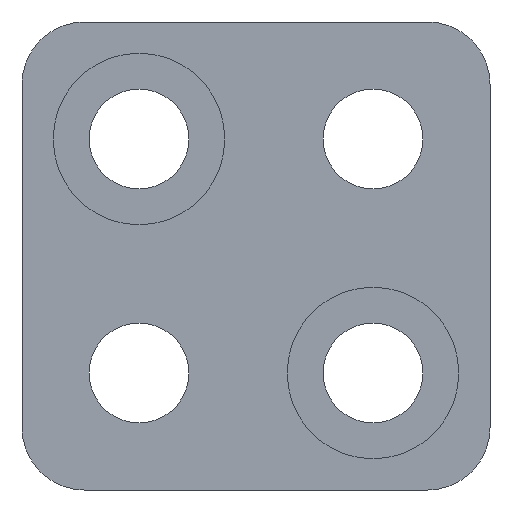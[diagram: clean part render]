
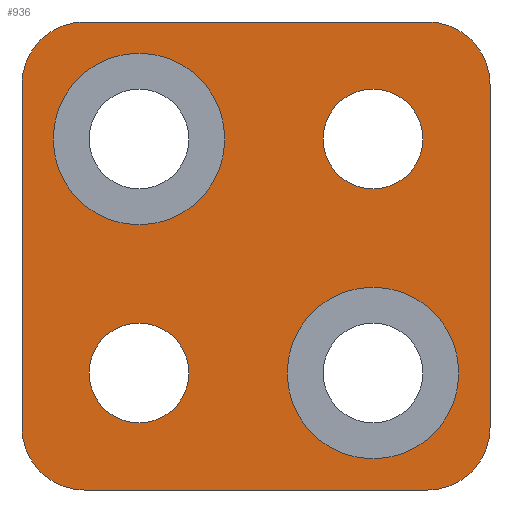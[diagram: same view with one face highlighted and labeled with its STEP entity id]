
A CAD part, front view. The second image highlights one B-rep face of the part: STEP entity #936.
In plain terms, the highlighted planar face has unit normal (0, -1, 0).
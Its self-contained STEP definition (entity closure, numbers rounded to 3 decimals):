
#4 = DIRECTION ( 'NONE',  ( 0., 0., 1. ) ) ;
#5 = CARTESIAN_POINT ( 'NONE',  ( 7.528, 0., -6.701 ) ) ;
#7 = EDGE_CURVE ( 'NONE', #390, #1106, #46, .T. ) ;
#13 = CIRCLE ( 'NONE', #831, 1.6 ) ;
#17 = ORIENTED_EDGE ( 'NONE', *, *, #170, .F. ) ;
#42 = CARTESIAN_POINT ( 'NONE',  ( 7.528, 0., 4.299 ) ) ;
#46 = CIRCLE ( 'NONE', #733, 1.6 ) ;
#60 = CARTESIAN_POINT ( 'NONE',  ( 5.528, 0., -8.701 ) ) ;
#64 = DIRECTION ( 'NONE',  ( 0., 0., 1. ) ) ;
#66 = VERTEX_POINT ( 'NONE', #747 ) ;
#74 = DIRECTION ( 'NONE',  ( 0., 0., 1. ) ) ;
#89 = DIRECTION ( 'NONE',  ( 0., 0., 1. ) ) ;
#110 = CARTESIAN_POINT ( 'NONE',  ( 0., 0., 0. ) ) ;
#113 = VECTOR ( 'NONE', #64, 1000. ) ;
#117 = EDGE_CURVE ( 'NONE', #66, #1098, #1104, .T. ) ;
#121 = CIRCLE ( 'NONE', #777, 2. ) ;
#131 = ORIENTED_EDGE ( 'NONE', *, *, #457, .T. ) ;
#138 = CARTESIAN_POINT ( 'NONE',  ( 3.778, 0., 4.149 ) ) ;
#153 = CARTESIAN_POINT ( 'NONE',  ( -7.472, 0., -4.878 ) ) ;
#166 = CARTESIAN_POINT ( 'NONE',  ( -3.722, 0., 2.549 ) ) ;
#167 = DIRECTION ( 'NONE',  ( 0., -1., 0. ) ) ;
#170 = EDGE_CURVE ( 'NONE', #179, #456, #703, .T. ) ;
#179 = VERTEX_POINT ( 'NONE', #295 ) ;
#192 = DIRECTION ( 'NONE',  ( -1., 0., 0. ) ) ;
#194 = DIRECTION ( 'NONE',  ( 0., 0., -1. ) ) ;
#197 = FACE_BOUND ( 'NONE', #1094, .T. ) ;
#222 = DIRECTION ( 'NONE',  ( 0., 0., -1. ) ) ;
#233 = VERTEX_POINT ( 'NONE', #874 ) ;
#234 = CIRCLE ( 'NONE', #1105, 2. ) ;
#239 = DIRECTION ( 'NONE',  ( 0., 0., 1. ) ) ;
#241 = CARTESIAN_POINT ( 'NONE',  ( 3.778, 0., 0.949 ) ) ;
#243 = ORIENTED_EDGE ( 'NONE', *, *, #783, .F. ) ;
#244 = CIRCLE ( 'NONE', #540, 2.75 ) ;
#246 = VERTEX_POINT ( 'NONE', #42 ) ;
#258 = ORIENTED_EDGE ( 'NONE', *, *, #461, .T. ) ;
#285 = ORIENTED_EDGE ( 'NONE', *, *, #694, .T. ) ;
#286 = FACE_BOUND ( 'NONE', #630, .T. ) ;
#288 = CARTESIAN_POINT ( 'NONE',  ( 7.528, 0., 6.299 ) ) ;
#295 = CARTESIAN_POINT ( 'NONE',  ( 3.778, 0., -2.201 ) ) ;
#301 = VECTOR ( 'NONE', #337, 1000. ) ;
#310 = DIRECTION ( 'NONE',  ( 0., 0., 1. ) ) ;
#317 = CARTESIAN_POINT ( 'NONE',  ( -7.472, 0., 6.299 ) ) ;
#323 = DIRECTION ( 'NONE',  ( 0., 0., -1. ) ) ;
#325 = DIRECTION ( 'NONE',  ( 0., -1., 0. ) ) ;
#337 = DIRECTION ( 'NONE',  ( 1., 0., 0. ) ) ;
#343 = CARTESIAN_POINT ( 'NONE',  ( 3.778, 0., 2.549 ) ) ;
#346 = CARTESIAN_POINT ( 'NONE',  ( -7.472, 0., 4.299 ) ) ;
#359 = CARTESIAN_POINT ( 'NONE',  ( -5.472, 0., 4.299 ) ) ;
#368 = EDGE_CURVE ( 'NONE', #1071, #933, #121, .T. ) ;
#371 = FACE_BOUND ( 'NONE', #823, .T. ) ;
#376 = FACE_BOUND ( 'NONE', #1079, .T. ) ;
#380 = AXIS2_PLACEMENT_3D ( 'NONE', #110, #956, #310 ) ;
#390 = VERTEX_POINT ( 'NONE', #241 ) ;
#406 = ORIENTED_EDGE ( 'NONE', *, *, #415, .F. ) ;
#415 = EDGE_CURVE ( 'NONE', #233, #973, #968, .T. ) ;
#435 = DIRECTION ( 'NONE',  ( 0., -1., 0. ) ) ;
#456 = VERTEX_POINT ( 'NONE', #800 ) ;
#457 = EDGE_CURVE ( 'NONE', #1052, #938, #603, .T. ) ;
#461 = EDGE_CURVE ( 'NONE', #913, #815, #234, .T. ) ;
#468 = CARTESIAN_POINT ( 'NONE',  ( 3.778, 0., 2.549 ) ) ;
#478 = CARTESIAN_POINT ( 'NONE',  ( -3.722, 0., 5.299 ) ) ;
#513 = DIRECTION ( 'NONE',  ( 0., 1., 0. ) ) ;
#530 = VERTEX_POINT ( 'NONE', #804 ) ;
#531 = DIRECTION ( 'NONE',  ( 0., -1., 0. ) ) ;
#536 = ORIENTED_EDGE ( 'NONE', *, *, #7, .T. ) ;
#539 = ORIENTED_EDGE ( 'NONE', *, *, #943, .T. ) ;
#540 = AXIS2_PLACEMENT_3D ( 'NONE', #1072, #1172, #323 ) ;
#551 = LINE ( 'NONE', #1091, #905 ) ;
#596 = CIRCLE ( 'NONE', #982, 2. ) ;
#599 = LINE ( 'NONE', #317, #301 ) ;
#603 = CIRCLE ( 'NONE', #760, 1.6 ) ;
#615 = LINE ( 'NONE', #153, #113 ) ;
#622 = CARTESIAN_POINT ( 'NONE',  ( 5.528, 0., -6.701 ) ) ;
#630 = EDGE_LOOP ( 'NONE', ( #131, #539 ) ) ;
#654 = ORIENTED_EDGE ( 'NONE', *, *, #1121, .F. ) ;
#656 = FACE_OUTER_BOUND ( 'NONE', #999, .T. ) ;
#657 = DIRECTION ( 'NONE',  ( 0., -1., 0. ) ) ;
#671 = DIRECTION ( 'NONE',  ( 0., 0., 1. ) ) ;
#676 = LINE ( 'NONE', #288, #1075 ) ;
#680 = ORIENTED_EDGE ( 'NONE', *, *, #368, .T. ) ;
#684 = AXIS2_PLACEMENT_3D ( 'NONE', #761, #657, #194 ) ;
#694 = EDGE_CURVE ( 'NONE', #246, #530, #596, .T. ) ;
#702 = DIRECTION ( 'NONE',  ( 0., 0., 1. ) ) ;
#703 = CIRCLE ( 'NONE', #684, 2.75 ) ;
#733 = AXIS2_PLACEMENT_3D ( 'NONE', #468, #841, #4 ) ;
#734 = ORIENTED_EDGE ( 'NONE', *, *, #1085, .T. ) ;
#747 = CARTESIAN_POINT ( 'NONE',  ( -7.472, 0., -6.701 ) ) ;
#754 = CARTESIAN_POINT ( 'NONE',  ( -3.722, 0., -4.951 ) ) ;
#760 = AXIS2_PLACEMENT_3D ( 'NONE', #1006, #903, #74 ) ;
#761 = CARTESIAN_POINT ( 'NONE',  ( 3.778, 0., -4.951 ) ) ;
#777 = AXIS2_PLACEMENT_3D ( 'NONE', #622, #531, #898 ) ;
#783 = EDGE_CURVE ( 'NONE', #66, #815, #615, .T. ) ;
#786 = EDGE_CURVE ( 'NONE', #456, #179, #1003, .T. ) ;
#800 = CARTESIAN_POINT ( 'NONE',  ( 3.778, 0., -7.701 ) ) ;
#801 = CARTESIAN_POINT ( 'NONE',  ( 3.778, 0., -4.951 ) ) ;
#804 = CARTESIAN_POINT ( 'NONE',  ( 5.528, 0., 6.299 ) ) ;
#806 = DIRECTION ( 'NONE',  ( 0., 0., -1. ) ) ;
#815 = VERTEX_POINT ( 'NONE', #346 ) ;
#819 = ORIENTED_EDGE ( 'NONE', *, *, #1083, .F. ) ;
#823 = EDGE_LOOP ( 'NONE', ( #1150, #17 ) ) ;
#831 = AXIS2_PLACEMENT_3D ( 'NONE', #343, #513, #239 ) ;
#841 = DIRECTION ( 'NONE',  ( 0., 1., 0. ) ) ;
#850 = CARTESIAN_POINT ( 'NONE',  ( -3.722, 0., -3.351 ) ) ;
#851 = EDGE_CURVE ( 'NONE', #1071, #1098, #551, .T. ) ;
#874 = CARTESIAN_POINT ( 'NONE',  ( -3.722, 0., -0.201 ) ) ;
#898 = DIRECTION ( 'NONE',  ( 0., 0., 1. ) ) ;
#903 = DIRECTION ( 'NONE',  ( 0., 1., 0. ) ) ;
#905 = VECTOR ( 'NONE', #192, 1000. ) ;
#913 = VERTEX_POINT ( 'NONE', #1103 ) ;
#926 = CARTESIAN_POINT ( 'NONE',  ( -5.472, 0., -6.701 ) ) ;
#932 = AXIS2_PLACEMENT_3D ( 'NONE', #166, #435, #806 ) ;
#933 = VERTEX_POINT ( 'NONE', #5 ) ;
#934 = PLANE ( 'NONE',  #380 ) ;
#936 = ADVANCED_FACE ( 'NONE', ( #371, #376, #656, #286, #197 ), #934, .F. ) ;
#938 = VERTEX_POINT ( 'NONE', #850 ) ;
#943 = EDGE_CURVE ( 'NONE', #938, #1052, #944, .T. ) ;
#944 = CIRCLE ( 'NONE', #1153, 1.6 ) ;
#956 = DIRECTION ( 'NONE',  ( 0., 1., 0. ) ) ;
#968 = CIRCLE ( 'NONE', #932, 2.75 ) ;
#970 = EDGE_CURVE ( 'NONE', #246, #933, #676, .T. ) ;
#973 = VERTEX_POINT ( 'NONE', #478 ) ;
#982 = AXIS2_PLACEMENT_3D ( 'NONE', #1084, #325, #702 ) ;
#999 = EDGE_LOOP ( 'NONE', ( #654, #258, #243, #1144, #1192, #680, #1093, #285 ) ) ;
#1003 = CIRCLE ( 'NONE', #1131, 2.75 ) ;
#1006 = CARTESIAN_POINT ( 'NONE',  ( -3.722, 0., -4.951 ) ) ;
#1026 = DIRECTION ( 'NONE',  ( 0., -1., 0. ) ) ;
#1049 = DIRECTION ( 'NONE',  ( 0., 0., 1. ) ) ;
#1052 = VERTEX_POINT ( 'NONE', #1135 ) ;
#1071 = VERTEX_POINT ( 'NONE', #60 ) ;
#1072 = CARTESIAN_POINT ( 'NONE',  ( -3.722, 0., 2.549 ) ) ;
#1075 = VECTOR ( 'NONE', #222, 1000. ) ;
#1079 = EDGE_LOOP ( 'NONE', ( #406, #819 ) ) ;
#1083 = EDGE_CURVE ( 'NONE', #973, #233, #244, .T. ) ;
#1084 = CARTESIAN_POINT ( 'NONE',  ( 5.528, 0., 4.299 ) ) ;
#1085 = EDGE_CURVE ( 'NONE', #1106, #390, #13, .T. ) ;
#1091 = CARTESIAN_POINT ( 'NONE',  ( 7.528, 0., -8.701 ) ) ;
#1093 = ORIENTED_EDGE ( 'NONE', *, *, #970, .F. ) ;
#1094 = EDGE_LOOP ( 'NONE', ( #536, #734 ) ) ;
#1095 = DIRECTION ( 'NONE',  ( 0., -1., 0. ) ) ;
#1098 = VERTEX_POINT ( 'NONE', #1158 ) ;
#1103 = CARTESIAN_POINT ( 'NONE',  ( -5.472, 0., 6.299 ) ) ;
#1104 = CIRCLE ( 'NONE', #1119, 2. ) ;
#1105 = AXIS2_PLACEMENT_3D ( 'NONE', #359, #1095, #89 ) ;
#1106 = VERTEX_POINT ( 'NONE', #138 ) ;
#1114 = DIRECTION ( 'NONE',  ( 0., 1., 0. ) ) ;
#1119 = AXIS2_PLACEMENT_3D ( 'NONE', #926, #1026, #671 ) ;
#1121 = EDGE_CURVE ( 'NONE', #913, #530, #599, .T. ) ;
#1131 = AXIS2_PLACEMENT_3D ( 'NONE', #801, #167, #1168 ) ;
#1135 = CARTESIAN_POINT ( 'NONE',  ( -3.722, 0., -6.551 ) ) ;
#1144 = ORIENTED_EDGE ( 'NONE', *, *, #117, .T. ) ;
#1150 = ORIENTED_EDGE ( 'NONE', *, *, #786, .F. ) ;
#1153 = AXIS2_PLACEMENT_3D ( 'NONE', #754, #1114, #1049 ) ;
#1158 = CARTESIAN_POINT ( 'NONE',  ( -5.472, 0., -8.701 ) ) ;
#1168 = DIRECTION ( 'NONE',  ( 0., 0., -1. ) ) ;
#1172 = DIRECTION ( 'NONE',  ( 0., -1., 0. ) ) ;
#1192 = ORIENTED_EDGE ( 'NONE', *, *, #851, .F. ) ;
